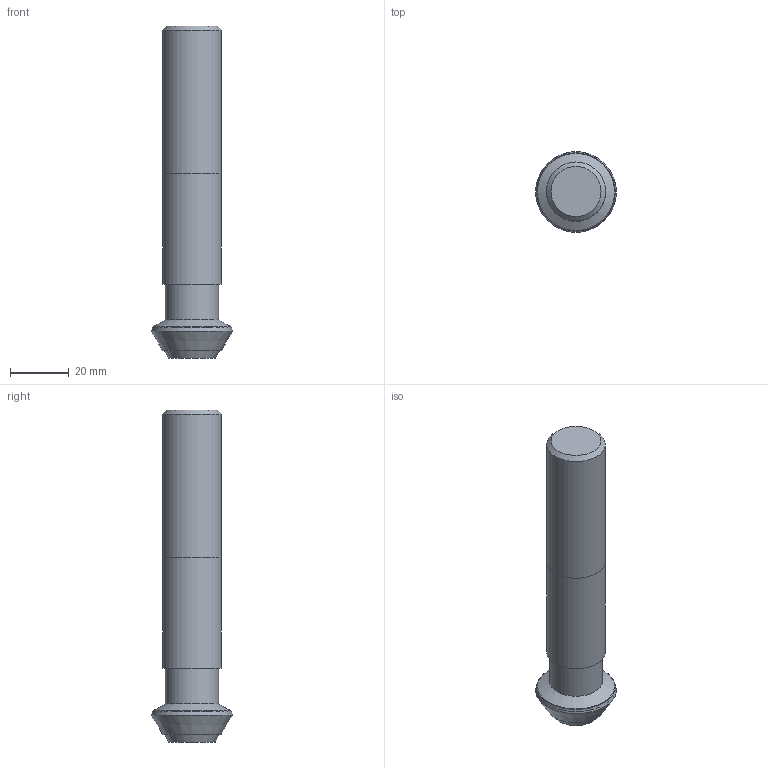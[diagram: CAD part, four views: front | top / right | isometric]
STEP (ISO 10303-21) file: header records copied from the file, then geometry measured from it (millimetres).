
FILE_DESCRIPTION(/* description */ (''),/* implementation_level */ '2;1');
FILE_NAME(/* name */ 'R215.39-2020.3-09.stp',/* time_stamp */ '2017-10-26T10:35:09+05:00',/* author */ (''),/* organization */ (''),/* preprocessor_version */ 'ST-DEVELOPER v16',/* originating_system */ 'SIEMENS PLM Software NX 11.0',/* authorisation */ '');
FILE_SCHEMA (('AUTOMOTIVE_DESIGN { 1 0 10303 214 3 1 1 1 }'));
Length unit declared in the file: millimetre
Products named in the file (1): R215.39-2020.3-09
Bounding box: 27.4 x 27.4 x 112.6 mm (x, y, z)
Volume: 39751.2 mm3; surface area: 10203.2 mm2
Topology: 3 solids, 3 shells, 20 faces, 34 edges, 19 vertices
Faces by surface type: cone 12, plane 5, cylinder 3
Full cylindrical faces by diameter (mm): 18 x1, 20 x2
Entity records: 468 total; most frequent: DIRECTION 86, CARTESIAN_POINT 61, AXIS2_PLACEMENT_3D 43, EDGE_LOOP 36, ORIENTED_EDGE 36, FACE_BOUND 32, ADVANCED_FACE 20, VERTEX_POINT 18
